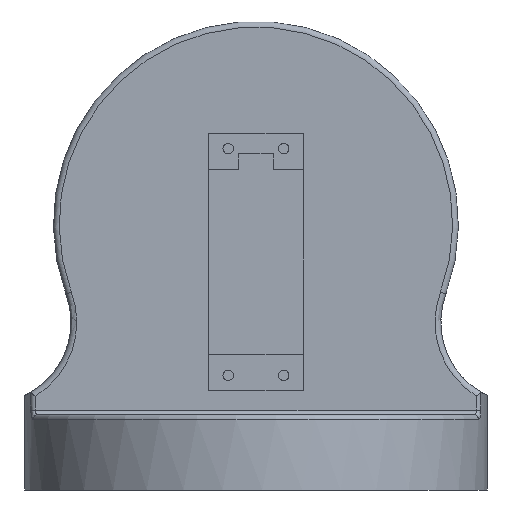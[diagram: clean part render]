
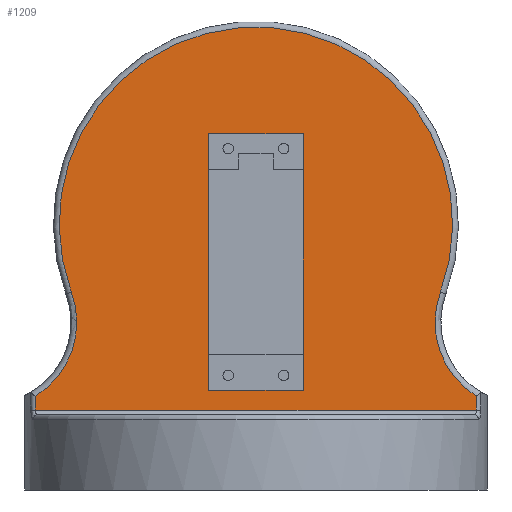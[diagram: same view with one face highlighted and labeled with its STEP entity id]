
A CAD part, left-side view. The second image highlights one B-rep face of the part: STEP entity #1209.
In plain terms, the highlighted planar face has unit normal (-1, 0, 0).
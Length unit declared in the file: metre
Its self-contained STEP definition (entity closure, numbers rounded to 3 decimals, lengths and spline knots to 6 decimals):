
#82=FACE_BOUND('',#168,.T.);
#92=FACE_OUTER_BOUND('',#167,.T.);
#167=EDGE_LOOP('',(#839,#840,#841,#842,#843,#844));
#168=EDGE_LOOP('',(#845,#846,#847,#848));
#244=CIRCLE('',#1303,0.01905);
#245=CIRCLE('',#1304,0.04318);
#246=CIRCLE('',#1305,0.01905);
#319=LINE('',#1856,#418);
#322=LINE('',#1862,#421);
#325=LINE('',#1867,#424);
#326=LINE('',#1871,#425);
#327=LINE('',#1879,#426);
#328=LINE('',#1880,#427);
#329=LINE('',#1881,#428);
#418=VECTOR('',#1470,0.056388);
#421=VECTOR('',#1475,0.020828);
#424=VECTOR('',#1480,0.020828);
#425=VECTOR('',#1483,0.003072);
#426=VECTOR('',#1490,0.003072);
#427=VECTOR('',#1491,0.096787);
#428=VECTOR('',#1492,0.056388);
#520=VERTEX_POINT('',#1853);
#521=VERTEX_POINT('',#1855);
#523=VERTEX_POINT('',#1861);
#524=VERTEX_POINT('',#1865);
#525=VERTEX_POINT('',#1869);
#526=VERTEX_POINT('',#1870);
#527=VERTEX_POINT('',#1872);
#528=VERTEX_POINT('',#1874);
#529=VERTEX_POINT('',#1876);
#530=VERTEX_POINT('',#1878);
#641=EDGE_CURVE('',#520,#521,#319,.T.);
#644=EDGE_CURVE('',#521,#523,#322,.T.);
#647=EDGE_CURVE('',#520,#524,#325,.T.);
#648=EDGE_CURVE('',#525,#526,#326,.F.);
#649=EDGE_CURVE('',#526,#527,#244,.T.);
#650=EDGE_CURVE('',#527,#528,#245,.F.);
#651=EDGE_CURVE('',#528,#529,#246,.T.);
#652=EDGE_CURVE('',#529,#530,#327,.T.);
#653=EDGE_CURVE('',#530,#525,#328,.T.);
#654=EDGE_CURVE('',#524,#523,#329,.T.);
#839=ORIENTED_EDGE('',*,*,#648,.T.);
#840=ORIENTED_EDGE('',*,*,#649,.T.);
#841=ORIENTED_EDGE('',*,*,#650,.T.);
#842=ORIENTED_EDGE('',*,*,#651,.T.);
#843=ORIENTED_EDGE('',*,*,#652,.T.);
#844=ORIENTED_EDGE('',*,*,#653,.T.);
#845=ORIENTED_EDGE('',*,*,#647,.T.);
#846=ORIENTED_EDGE('',*,*,#654,.T.);
#847=ORIENTED_EDGE('',*,*,#644,.F.);
#848=ORIENTED_EDGE('',*,*,#641,.F.);
#1171=PLANE('',#1302);
#1209=ADVANCED_FACE('',(#92,#82),#1171,.F.);
#1302=AXIS2_PLACEMENT_3D('',#1868,#1481,#1482);
#1303=AXIS2_PLACEMENT_3D('',#1873,#1484,#1485);
#1304=AXIS2_PLACEMENT_3D('',#1875,#1486,#1487);
#1305=AXIS2_PLACEMENT_3D('',#1877,#1488,#1489);
#1470=DIRECTION('',(0.,0.,-1.));
#1475=DIRECTION('',(0.,-1.,0.));
#1480=DIRECTION('',(0.,-1.,0.));
#1481=DIRECTION('center_axis',(1.,0.,0.));
#1482=DIRECTION('ref_axis',(0.,0.,-1.));
#1483=DIRECTION('',(0.,0.,-1.));
#1484=DIRECTION('center_axis',(1.,0.,0.));
#1485=DIRECTION('ref_axis',(0.,0.,-1.));
#1486=DIRECTION('center_axis',(1.,0.,0.));
#1487=DIRECTION('ref_axis',(0.,0.,-1.));
#1488=DIRECTION('center_axis',(1.,0.,0.));
#1489=DIRECTION('ref_axis',(0.,0.,-1.));
#1490=DIRECTION('',(0.,0.,-1.));
#1491=DIRECTION('',(0.,-1.,0.));
#1492=DIRECTION('',(0.,0.,-1.));
#1853=CARTESIAN_POINT('',(-0.0127,0.010414,0.103632));
#1855=CARTESIAN_POINT('',(-0.0127,0.010414,0.047244));
#1856=CARTESIAN_POINT('',(-0.0127,0.010414,0.103632));
#1861=CARTESIAN_POINT('',(-0.0127,-0.010414,0.047244));
#1862=CARTESIAN_POINT('',(-0.0127,0.010414,0.047244));
#1865=CARTESIAN_POINT('',(-0.0127,-0.010414,0.103632));
#1867=CARTESIAN_POINT('',(-0.0127,0.010414,0.103632));
#1868=CARTESIAN_POINT('Origin',(-0.0127,0.,0.08382));
#1869=CARTESIAN_POINT('',(-0.0127,-0.048393,0.042926));
#1870=CARTESIAN_POINT('',(-0.0127,-0.048393,0.045998));
#1871=CARTESIAN_POINT('',(-0.0127,-0.048393,0.045998));
#1872=CARTESIAN_POINT('',(-0.0127,-0.040498,0.068839));
#1873=CARTESIAN_POINT('Origin',(-0.0127,-0.058365,0.06223));
#1874=CARTESIAN_POINT('',(-0.0127,0.040498,0.068839));
#1875=CARTESIAN_POINT('Origin',(-0.0127,0.,0.08382));
#1876=CARTESIAN_POINT('',(-0.0127,0.048393,0.045998));
#1877=CARTESIAN_POINT('Origin',(-0.0127,0.058365,0.06223));
#1878=CARTESIAN_POINT('',(-0.0127,0.048393,0.042926));
#1879=CARTESIAN_POINT('',(-0.0127,0.048393,0.045998));
#1880=CARTESIAN_POINT('',(-0.0127,0.048393,0.042926));
#1881=CARTESIAN_POINT('',(-0.0127,-0.010414,0.103632));
